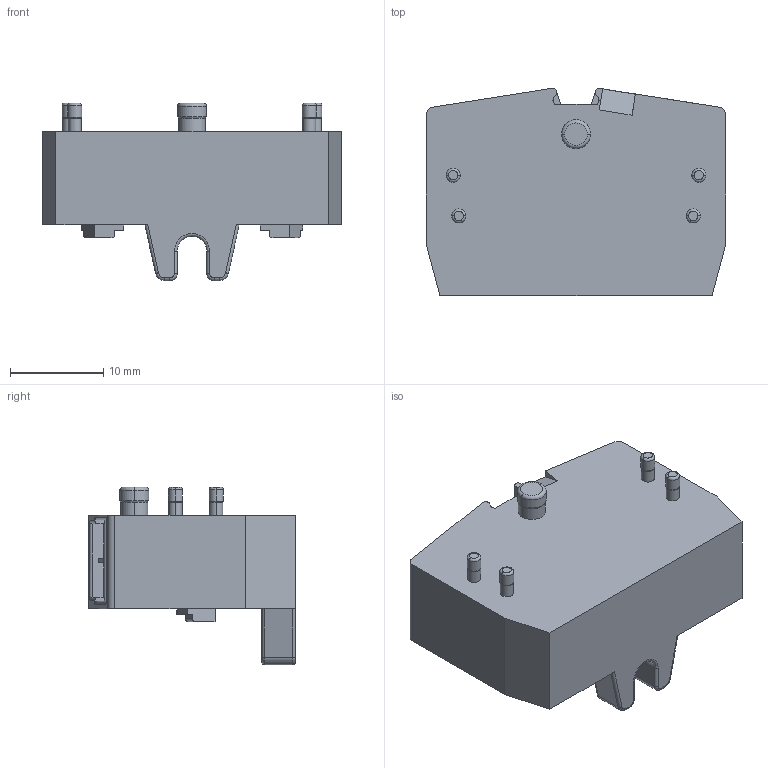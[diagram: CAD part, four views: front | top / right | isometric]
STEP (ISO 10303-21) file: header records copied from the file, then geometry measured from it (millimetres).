
FILE_DESCRIPTION(/* description */ (''),/* implementation_level */ '2;1');
FILE_NAME(/* name */ '254331.stp',/* time_stamp */ '2022-04-14T17:03:17+08:00',/* author */ (''),/* organization */ (''),/* preprocessor_version */ 'ST-DEVELOPER v16.7',/* originating_system */ 'SIEMENS PLM Software NX 12.0',/* authorisation */ '');
FILE_SCHEMA (('AP203_CONFIGURATION_CONTROLLED_3D_DESIGN_OF_MECHANICAL_PARTS_AND_ASSEMBLIES_MIM_LF { 1 0 10303 403 2 1 2}'));
Length unit declared in the file: millimetre
Products named in the file (1): _model1
Bounding box: 32 x 22.17 x 19 mm (x, y, z)
Volume: 6431.3 mm3; surface area: 2866.1 mm2
Topology: 1 solids, 1 shells, 1707 faces, 4840 edges, 3209 vertices
Faces by surface type: plane 1499, cylinder 89, extrusion 79, torus 21, cone 18, bspline 1
Entity records: 55298 total; most frequent: CARTESIAN_POINT 10876, ORIENTED_EDGE 9680, DIRECTION 8237, EDGE_CURVE 4840, VECTOR 4521, LINE 4442, VERTEX_POINT 3209, AXIS2_PLACEMENT_3D 1858
